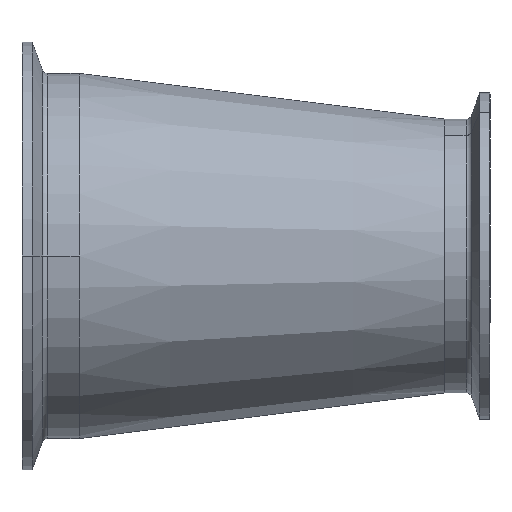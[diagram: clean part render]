
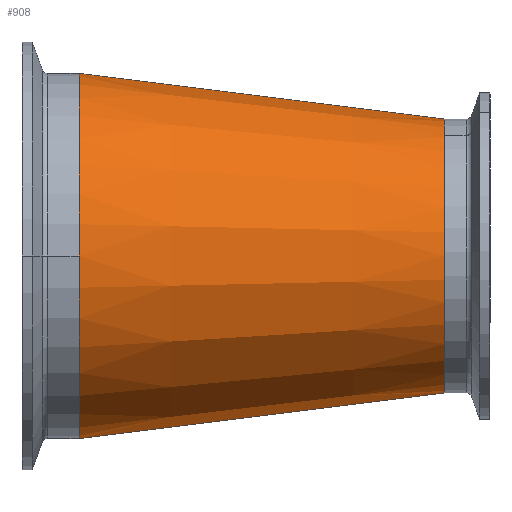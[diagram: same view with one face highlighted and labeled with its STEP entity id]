
A CAD part, left-side view. The second image highlights one B-rep face of the part: STEP entity #908.
In plain terms, the highlighted conical face has half-angle 7.125 degrees and reference radius 38.1 mm.
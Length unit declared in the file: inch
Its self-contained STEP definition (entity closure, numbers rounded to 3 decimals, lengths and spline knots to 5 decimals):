
#6 = CONICAL_SURFACE ( 'NONE', #723, 1.5, 0.124 ) ;
#25 = FACE_OUTER_BOUND ( 'NONE', #505, .T. ) ;
#28 = ORIENTED_EDGE ( 'NONE', *, *, #545, .T. ) ;
#55 = DIRECTION ( 'NONE',  ( 0., 0.992, -0.124 ) ) ;
#77 = EDGE_CURVE ( 'NONE', #1517, #1471, #1286, .T. ) ;
#196 = EDGE_CURVE ( 'NONE', #1517, #1462, #1017, .T. ) ;
#224 = CARTESIAN_POINT ( 'NONE',  ( 0., 4., 2. ) ) ;
#227 = ORIENTED_EDGE ( 'NONE', *, *, #77, .T. ) ;
#288 = EDGE_CURVE ( 'NONE', #1462, #612, #777, .T. ) ;
#292 = VECTOR ( 'NONE', #953, 39.37008 ) ;
#360 = CARTESIAN_POINT ( 'NONE',  ( 0., 0., -1.5 ) ) ;
#401 = ORIENTED_EDGE ( 'NONE', *, *, #196, .F. ) ;
#505 = EDGE_LOOP ( 'NONE', ( #401, #227, #28, #1659 ) ) ;
#545 = EDGE_CURVE ( 'NONE', #1471, #612, #1107, .T. ) ;
#612 = VERTEX_POINT ( 'NONE', #224 ) ;
#620 = CARTESIAN_POINT ( 'NONE',  ( 0., 0., 1.5 ) ) ;
#627 = DIRECTION ( 'NONE',  ( 0., 1., 0. ) ) ;
#723 = AXIS2_PLACEMENT_3D ( 'NONE', #771, #627, #1029 ) ;
#771 = CARTESIAN_POINT ( 'NONE',  ( 0., 0., 0. ) ) ;
#777 = CIRCLE ( 'NONE', #1436, 2. ) ;
#810 = DIRECTION ( 'NONE',  ( 0., 0., 1. ) ) ;
#893 = DIRECTION ( 'NONE',  ( 0., 0., 1. ) ) ;
#908 = ADVANCED_FACE ( 'NONE', ( #25 ), #6, .T. ) ;
#947 = CARTESIAN_POINT ( 'NONE',  ( 0., 0., 0. ) ) ;
#953 = DIRECTION ( 'NONE',  ( 0., 0.992, 0.124 ) ) ;
#1017 = LINE ( 'NONE', #1094, #1561 ) ;
#1029 = DIRECTION ( 'NONE',  ( 0., 0., 1. ) ) ;
#1094 = CARTESIAN_POINT ( 'NONE',  ( 0., 0., -1.5 ) ) ;
#1107 = LINE ( 'NONE', #1372, #292 ) ;
#1286 = CIRCLE ( 'NONE', #1331, 1.5 ) ;
#1331 = AXIS2_PLACEMENT_3D ( 'NONE', #947, #1470, #810 ) ;
#1372 = CARTESIAN_POINT ( 'NONE',  ( 0., 0., 1.5 ) ) ;
#1436 = AXIS2_PLACEMENT_3D ( 'NONE', #1546, #1679, #893 ) ;
#1443 = CARTESIAN_POINT ( 'NONE',  ( 0., 4., -2. ) ) ;
#1462 = VERTEX_POINT ( 'NONE', #1443 ) ;
#1470 = DIRECTION ( 'NONE',  ( 0., 1., 0. ) ) ;
#1471 = VERTEX_POINT ( 'NONE', #620 ) ;
#1517 = VERTEX_POINT ( 'NONE', #360 ) ;
#1546 = CARTESIAN_POINT ( 'NONE',  ( 0., 4., 0. ) ) ;
#1561 = VECTOR ( 'NONE', #55, 39.37008 ) ;
#1659 = ORIENTED_EDGE ( 'NONE', *, *, #288, .F. ) ;
#1679 = DIRECTION ( 'NONE',  ( 0., 1., 0. ) ) ;
